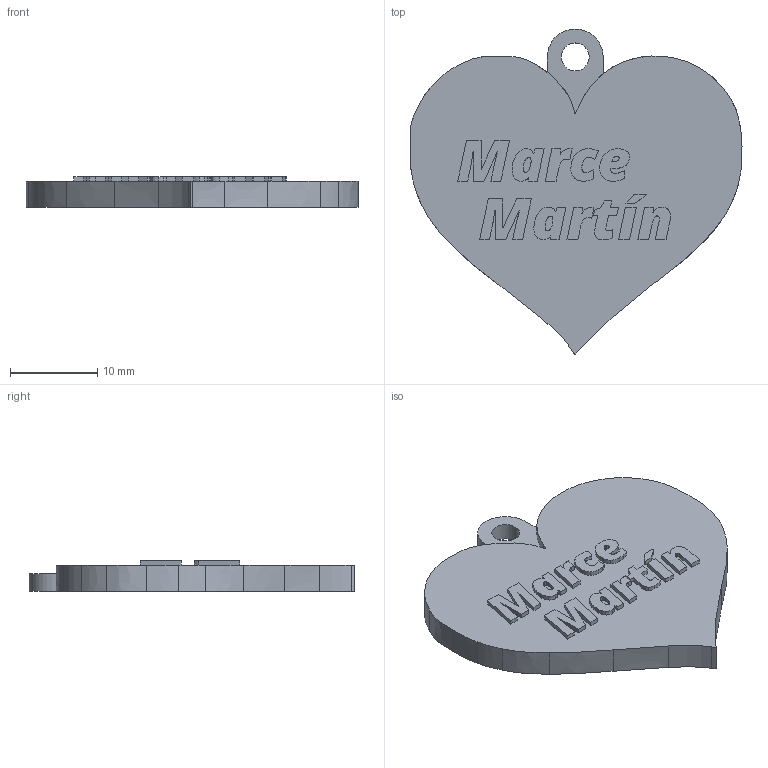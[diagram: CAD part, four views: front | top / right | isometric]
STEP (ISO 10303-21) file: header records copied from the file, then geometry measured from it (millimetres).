
FILE_DESCRIPTION(('FreeCAD Model'),'2;1');
FILE_NAME('Marce-martin-heart.step','2017-02-12T18:07:21',(''),(''), 'Open CASCADE STEP processor 6.8','FreeCAD','Unknown');
FILE_SCHEMA(('AUTOMOTIVE_DESIGN_CC2 { 1 2 10303 214 -1 1 5 4 }'));
Length unit declared in the file: millimetre
Products named in the file (2): ASSEMBLY; Marce-Martin-heart
Assembly tree (1 placements, depth 2):
  ASSEMBLY
    Marce-Martin-heart
Bounding box: 38.06 x 37.36 x 3.5 mm (x, y, z)
Volume: 2789 mm3; surface area: 2338.9 mm2
Topology: 1 solids, 1 shells, 250 faces, 699 edges, 466 vertices
Faces by surface type: extrusion 131, plane 117, cylinder 2
Full cylindrical faces by diameter (mm): 3.2 x1
Entity records: 19001 total; most frequent: CARTESIAN_POINT 5903, DIRECTION 1933, VECTOR 1681, LINE 1550, ORIENTED_EDGE 1398, PCURVE 1398, DEFINITIONAL_REPRESENTATION 1398, EDGE_CURVE 699
